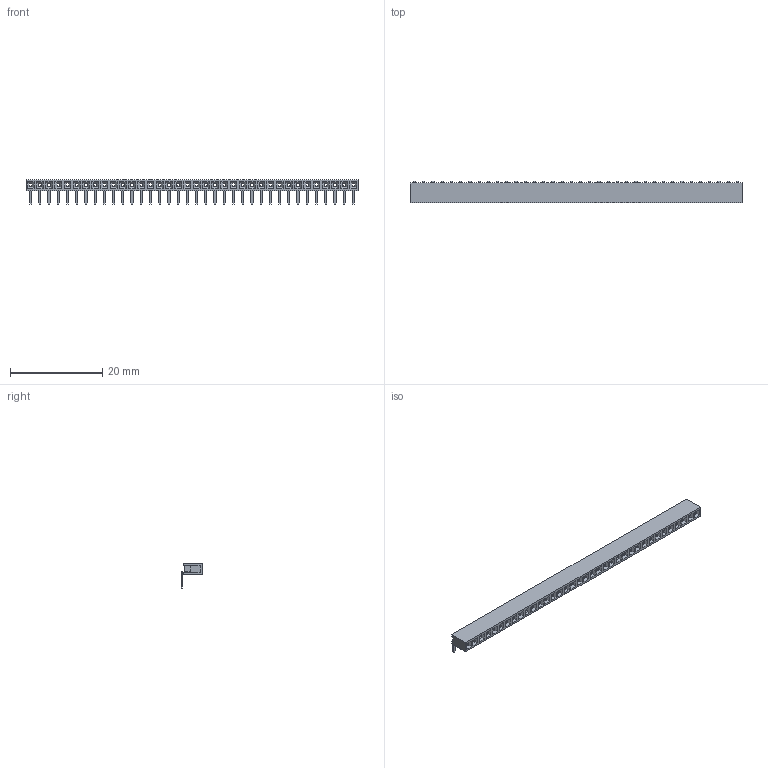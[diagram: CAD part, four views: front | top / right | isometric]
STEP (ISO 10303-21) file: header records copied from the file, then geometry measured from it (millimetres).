
FILE_DESCRIPTION(('STEP AP214'), '1');
FILE_NAME('PBS2-R1', '', ('UNSPECIFIED'), ('UNSPECIFIED'), 'ASCON STEP Converter 1.6', 'ASCON Math Kernel', '');
FILE_SCHEMA(('AUTOMOTIVE_DESIGN { 1 0 10303 214 3 1 1}'));
Length unit declared in the file: millimetre
Bounding box: 72 x 4.7 x 5.4 mm (x, y, z)
Volume: 497.6 mm3; surface area: 2825.4 mm2
Topology: 37 solids, 37 shells, 2350 faces, 6396 edges, 4120 vertices
Faces by surface type: plane 1810, cylinder 540
Entity records: 92244 total; most frequent: CARTESIAN_POINT 12867, ORIENTED_EDGE 12792, DIRECTION 12178, EDGE_CURVE 6396, LINE 5316, VECTOR 5316, VERTEX_POINT 4120, AXIS2_PLACEMENT_3D 3431
